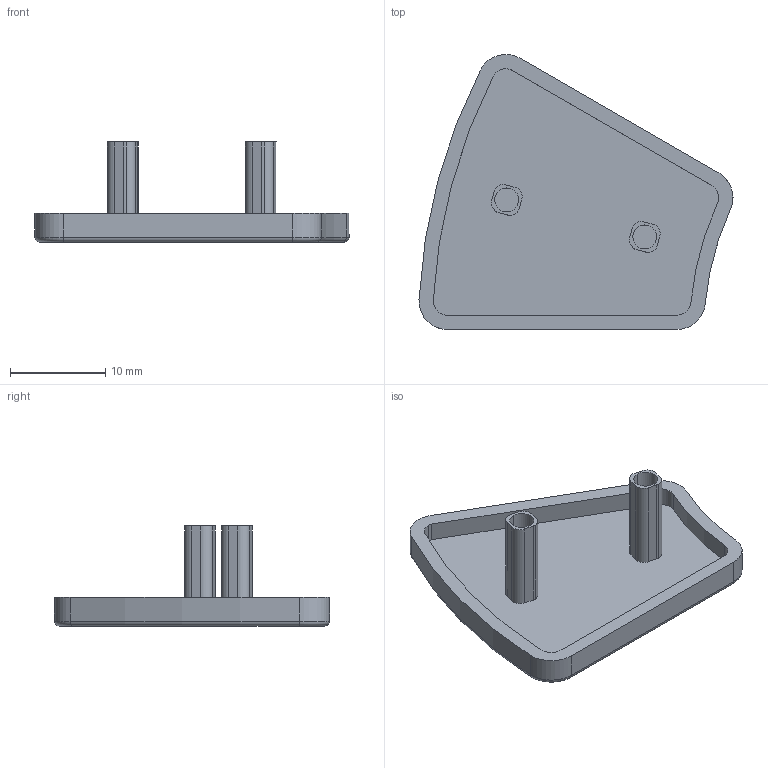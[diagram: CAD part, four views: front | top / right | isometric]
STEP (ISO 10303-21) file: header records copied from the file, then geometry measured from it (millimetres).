
FILE_DESCRIPTION (( 'STEP AP214' ), '1' );
FILE_NAME ('BASE06E1315-Embout 6 R30_60-30°.step', '2023-03-24T09:40:45', ( 'Altae' ), ( '' ), 'SwSTEP 2.0', 'SolidWorks 2021', '' );
FILE_SCHEMA (( 'AUTOMOTIVE_DESIGN' ));
Length unit declared in the file: millimetre
Products named in the file (1): BASE06E1315-Embout 6 R30_60-30°
Bounding box: 32.96 x 28.86 x 10.5 mm (x, y, z)
Volume: 1046.1 mm3; surface area: 2210.8 mm2
Topology: 1 solids, 1 shells, 56 faces, 139 edges, 90 vertices
Faces by surface type: cylinder 30, plane 19, torus 7
Entity records: 1923 total; most frequent: CARTESIAN_POINT 498, DIRECTION 316, ORIENTED_EDGE 278, EDGE_CURVE 139, AXIS2_PLACEMENT_3D 125, VERTEX_POINT 90, CIRCLE 68, VECTOR 66
